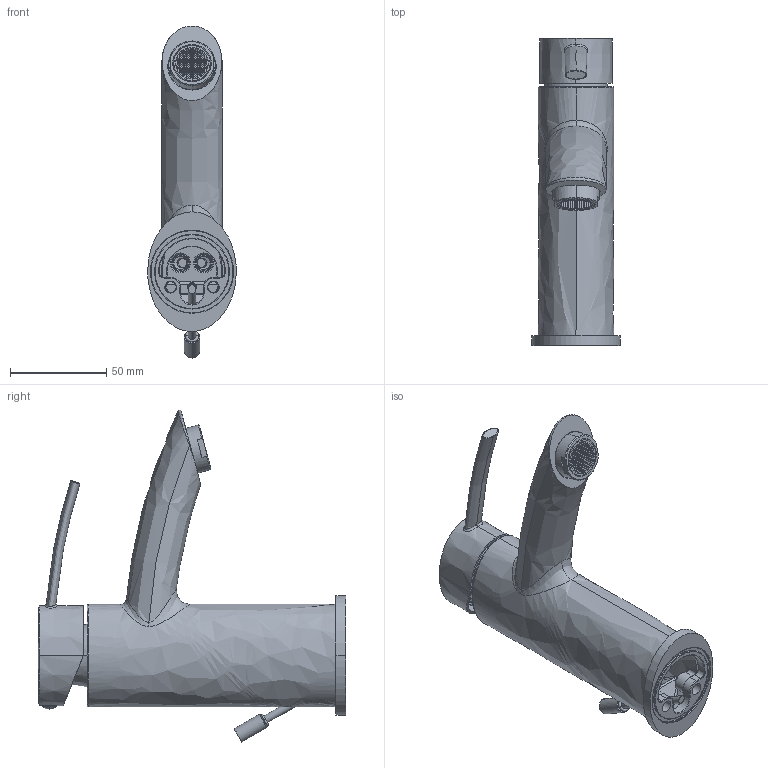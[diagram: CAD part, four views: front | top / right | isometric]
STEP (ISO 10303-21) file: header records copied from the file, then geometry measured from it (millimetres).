
FILE_DESCRIPTION((''),'2;1');
FILE_NAME('BR075CR','2021-11-08T09:56:07',('ut3'),('PAFFONI SpA'),'CREO PARAMETRIC BY PTC INC, 2020044','CREO PARAMETRIC BY PTC INC, 2020044','');
FILE_SCHEMA(('CONFIG_CONTROL_DESIGN','SHAPE_APPEARANCE_LAYERS_GROUPS'));
Products named in the file (1): BR075CR
Bounding box: 46 x 159.2 x 172.11 mm (x, y, z)
Volume: 151672.6 mm3; surface area: 89015.8 mm2
Topology: 4 solids, 4 shells, 2626 faces, 7482 edges, 4835 vertices
Faces by surface type: plane 1945, cylinder 329, bspline 127, cone 114, torus 84, sphere 16, extrusion 9, revolution 2
Entity records: 125436 total; most frequent: CARTESIAN_POINT 32560, ORIENTED_EDGE 14924, DIRECTION 13754, EDGE_CURVE 7462, VECTOR 4974, LINE 4965, VERTEX_POINT 4835, AXIS2_PLACEMENT_3D 4389
